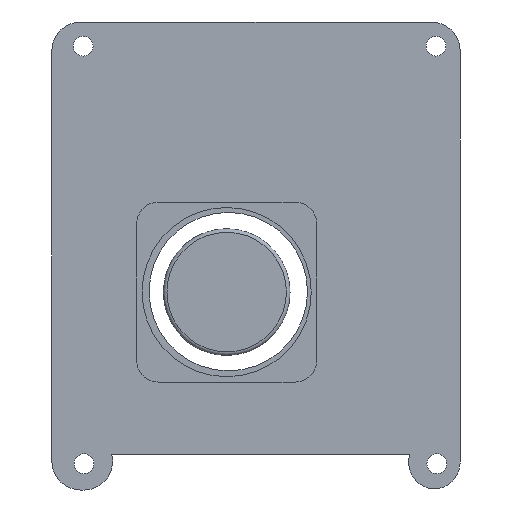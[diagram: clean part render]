
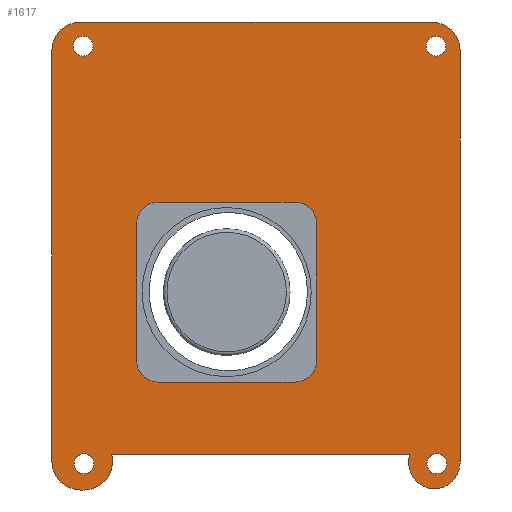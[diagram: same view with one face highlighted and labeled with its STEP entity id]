
A CAD part, front view. The second image highlights one B-rep face of the part: STEP entity #1617.
In plain terms, the highlighted planar face has unit normal (0, -1, 0).
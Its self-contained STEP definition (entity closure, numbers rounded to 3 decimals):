
#19=FACE_BOUND('',#213,.T.);
#20=FACE_BOUND('',#214,.T.);
#21=FACE_BOUND('',#215,.T.);
#22=FACE_BOUND('',#216,.T.);
#23=FACE_BOUND('',#217,.T.);
#43=PLANE('',#1736);
#119=FACE_OUTER_BOUND('',#212,.T.);
#212=EDGE_LOOP('',(#1137,#1138,#1139,#1140,#1141,#1142,#1143,#1144,#1145,
#1146,#1147,#1148));
#213=EDGE_LOOP('',(#1149,#1150,#1151,#1152,#1153,#1154,#1155,#1156));
#214=EDGE_LOOP('',(#1157));
#215=EDGE_LOOP('',(#1158));
#216=EDGE_LOOP('',(#1159));
#217=EDGE_LOOP('',(#1160));
#315=LINE('',#2331,#494);
#321=LINE('',#2346,#500);
#324=LINE('',#2359,#503);
#325=LINE('',#2361,#504);
#328=LINE('',#2373,#507);
#329=LINE('',#2377,#508);
#330=LINE('',#2381,#509);
#331=LINE('',#2385,#510);
#332=LINE('',#2392,#511);
#494=VECTOR('',#1874,10.);
#500=VECTOR('',#1890,10.);
#503=VECTOR('',#1907,10.);
#504=VECTOR('',#1910,10.);
#507=VECTOR('',#1921,10.);
#508=VECTOR('',#1924,10.);
#509=VECTOR('',#1927,10.);
#510=VECTOR('',#1930,10.);
#511=VECTOR('',#1937,10.);
#668=CIRCLE('',#1713,3.);
#673=CIRCLE('',#1721,3.);
#674=CIRCLE('',#1723,3.);
#675=CIRCLE('',#1726,3.);
#679=CIRCLE('',#1735,4.);
#680=CIRCLE('',#1737,4.);
#681=CIRCLE('',#1738,4.);
#682=CIRCLE('',#1739,3.973);
#683=CIRCLE('',#1740,3.915);
#684=CIRCLE('',#1741,3.5);
#685=CIRCLE('',#1742,4.);
#686=CIRCLE('',#1743,1.375);
#687=CIRCLE('',#1744,1.375);
#688=CIRCLE('',#1745,1.375);
#689=CIRCLE('',#1746,1.375);
#715=VERTEX_POINT('',#2308);
#716=VERTEX_POINT('',#2310);
#724=VERTEX_POINT('',#2330);
#725=VERTEX_POINT('',#2334);
#726=VERTEX_POINT('',#2338);
#727=VERTEX_POINT('',#2340);
#728=VERTEX_POINT('',#2344);
#729=VERTEX_POINT('',#2348);
#734=VERTEX_POINT('',#2366);
#735=VERTEX_POINT('',#2368);
#736=VERTEX_POINT('',#2372);
#737=VERTEX_POINT('',#2374);
#738=VERTEX_POINT('',#2376);
#739=VERTEX_POINT('',#2378);
#740=VERTEX_POINT('',#2380);
#741=VERTEX_POINT('',#2382);
#742=VERTEX_POINT('',#2384);
#743=VERTEX_POINT('',#2386);
#744=VERTEX_POINT('',#2388);
#745=VERTEX_POINT('',#2390);
#746=VERTEX_POINT('',#2393);
#747=VERTEX_POINT('',#2395);
#748=VERTEX_POINT('',#2397);
#749=VERTEX_POINT('',#2399);
#863=EDGE_CURVE('',#715,#716,#668,.F.);
#873=EDGE_CURVE('',#724,#716,#315,.T.);
#875=EDGE_CURVE('',#724,#725,#673,.F.);
#878=EDGE_CURVE('',#726,#727,#674,.F.);
#881=EDGE_CURVE('',#726,#728,#321,.T.);
#883=EDGE_CURVE('',#729,#728,#675,.F.);
#887=EDGE_CURVE('',#729,#725,#324,.T.);
#888=EDGE_CURVE('',#715,#727,#325,.T.);
#891=EDGE_CURVE('',#734,#735,#679,.T.);
#893=EDGE_CURVE('',#734,#736,#328,.T.);
#894=EDGE_CURVE('',#737,#736,#680,.T.);
#895=EDGE_CURVE('',#737,#738,#329,.T.);
#896=EDGE_CURVE('',#739,#738,#681,.T.);
#897=EDGE_CURVE('',#739,#740,#330,.T.);
#898=EDGE_CURVE('',#740,#741,#682,.T.);
#899=EDGE_CURVE('',#741,#742,#331,.T.);
#900=EDGE_CURVE('',#742,#743,#683,.T.);
#901=EDGE_CURVE('',#744,#743,#684,.T.);
#902=EDGE_CURVE('',#745,#744,#685,.T.);
#903=EDGE_CURVE('',#745,#735,#332,.T.);
#904=EDGE_CURVE('',#746,#746,#686,.T.);
#905=EDGE_CURVE('',#747,#747,#687,.T.);
#906=EDGE_CURVE('',#748,#748,#688,.T.);
#907=EDGE_CURVE('',#749,#749,#689,.T.);
#1137=ORIENTED_EDGE('',*,*,#891,.F.);
#1138=ORIENTED_EDGE('',*,*,#893,.T.);
#1139=ORIENTED_EDGE('',*,*,#894,.F.);
#1140=ORIENTED_EDGE('',*,*,#895,.T.);
#1141=ORIENTED_EDGE('',*,*,#896,.F.);
#1142=ORIENTED_EDGE('',*,*,#897,.T.);
#1143=ORIENTED_EDGE('',*,*,#898,.T.);
#1144=ORIENTED_EDGE('',*,*,#899,.T.);
#1145=ORIENTED_EDGE('',*,*,#900,.T.);
#1146=ORIENTED_EDGE('',*,*,#901,.F.);
#1147=ORIENTED_EDGE('',*,*,#902,.F.);
#1148=ORIENTED_EDGE('',*,*,#903,.T.);
#1149=ORIENTED_EDGE('',*,*,#881,.T.);
#1150=ORIENTED_EDGE('',*,*,#883,.F.);
#1151=ORIENTED_EDGE('',*,*,#887,.T.);
#1152=ORIENTED_EDGE('',*,*,#875,.F.);
#1153=ORIENTED_EDGE('',*,*,#873,.T.);
#1154=ORIENTED_EDGE('',*,*,#863,.F.);
#1155=ORIENTED_EDGE('',*,*,#888,.T.);
#1156=ORIENTED_EDGE('',*,*,#878,.F.);
#1157=ORIENTED_EDGE('',*,*,#904,.T.);
#1158=ORIENTED_EDGE('',*,*,#905,.T.);
#1159=ORIENTED_EDGE('',*,*,#906,.T.);
#1160=ORIENTED_EDGE('',*,*,#907,.T.);
#1617=ADVANCED_FACE('',(#119,#19,#20,#21,#22,#23),#43,.F.);
#1713=AXIS2_PLACEMENT_3D('',#2311,#1855,#1856);
#1721=AXIS2_PLACEMENT_3D('',#2335,#1878,#1879);
#1723=AXIS2_PLACEMENT_3D('',#2341,#1884,#1885);
#1726=AXIS2_PLACEMENT_3D('',#2350,#1894,#1895);
#1735=AXIS2_PLACEMENT_3D('',#2369,#1916,#1917);
#1736=AXIS2_PLACEMENT_3D('',#2371,#1919,#1920);
#1737=AXIS2_PLACEMENT_3D('',#2375,#1922,#1923);
#1738=AXIS2_PLACEMENT_3D('',#2379,#1925,#1926);
#1739=AXIS2_PLACEMENT_3D('',#2383,#1928,#1929);
#1740=AXIS2_PLACEMENT_3D('',#2387,#1931,#1932);
#1741=AXIS2_PLACEMENT_3D('',#2389,#1933,#1934);
#1742=AXIS2_PLACEMENT_3D('',#2391,#1935,#1936);
#1743=AXIS2_PLACEMENT_3D('',#2394,#1938,#1939);
#1744=AXIS2_PLACEMENT_3D('',#2396,#1940,#1941);
#1745=AXIS2_PLACEMENT_3D('',#2398,#1942,#1943);
#1746=AXIS2_PLACEMENT_3D('',#2400,#1944,#1945);
#1855=DIRECTION('center_axis',(0.,1.,0.));
#1856=DIRECTION('ref_axis',(-0.707,0.,-0.707));
#1874=DIRECTION('',(-1.,0.,0.));
#1878=DIRECTION('center_axis',(0.,1.,0.));
#1879=DIRECTION('ref_axis',(0.707,0.,-0.707));
#1884=DIRECTION('center_axis',(0.,1.,0.));
#1885=DIRECTION('ref_axis',(-0.707,0.,0.707));
#1890=DIRECTION('',(1.,0.,0.));
#1894=DIRECTION('center_axis',(0.,1.,0.));
#1895=DIRECTION('ref_axis',(0.707,0.,0.707));
#1907=DIRECTION('',(0.,0.,-1.));
#1910=DIRECTION('',(0.,0.,1.));
#1916=DIRECTION('center_axis',(0.,1.,0.));
#1917=DIRECTION('ref_axis',(0.707,0.,0.707));
#1919=DIRECTION('center_axis',(0.,1.,0.));
#1920=DIRECTION('ref_axis',(1.,0.,0.));
#1921=DIRECTION('',(-1.,0.,0.));
#1922=DIRECTION('center_axis',(0.,1.,0.));
#1923=DIRECTION('ref_axis',(-0.707,0.,0.707));
#1924=DIRECTION('',(0.,0.,-1.));
#1925=DIRECTION('center_axis',(0.,1.,0.));
#1926=DIRECTION('ref_axis',(-0.707,0.,-0.707));
#1927=DIRECTION('',(1.,0.,0.));
#1928=DIRECTION('center_axis',(0.,-1.,0.));
#1929=DIRECTION('ref_axis',(0.966,0.,0.259));
#1930=DIRECTION('',(1.,0.,0.));
#1931=DIRECTION('center_axis',(0.,-1.,0.));
#1932=DIRECTION('ref_axis',(0.,0.,-1.));
#1933=DIRECTION('center_axis',(0.,1.,0.));
#1934=DIRECTION('ref_axis',(0.047,0.,-0.999));
#1935=DIRECTION('center_axis',(0.,1.,0.));
#1936=DIRECTION('ref_axis',(0.191,0.,-0.982));
#1937=DIRECTION('',(0.,0.,1.));
#1938=DIRECTION('center_axis',(0.,1.,0.));
#1939=DIRECTION('ref_axis',(-1.,0.,0.));
#1940=DIRECTION('center_axis',(0.,1.,0.));
#1941=DIRECTION('ref_axis',(-1.,0.,0.));
#1942=DIRECTION('center_axis',(0.,1.,0.));
#1943=DIRECTION('ref_axis',(-1.,0.,0.));
#1944=DIRECTION('center_axis',(0.,1.,0.));
#1945=DIRECTION('ref_axis',(-1.,0.,0.));
#2308=CARTESIAN_POINT('',(14.526,0.,17.988));
#2310=CARTESIAN_POINT('',(17.526,0.,14.988));
#2311=CARTESIAN_POINT('Origin',(17.526,0.,17.988));
#2330=CARTESIAN_POINT('',(36.526,0.,14.988));
#2331=CARTESIAN_POINT('',(22.812,0.,14.988));
#2334=CARTESIAN_POINT('',(39.526,0.,17.988));
#2335=CARTESIAN_POINT('Origin',(36.526,0.,17.988));
#2338=CARTESIAN_POINT('',(17.526,0.,39.988));
#2340=CARTESIAN_POINT('',(14.526,0.,36.988));
#2341=CARTESIAN_POINT('Origin',(17.526,0.,36.988));
#2344=CARTESIAN_POINT('',(36.526,0.,39.988));
#2346=CARTESIAN_POINT('',(35.312,0.,39.988));
#2348=CARTESIAN_POINT('',(39.526,0.,36.988));
#2350=CARTESIAN_POINT('Origin',(36.526,0.,36.988));
#2359=CARTESIAN_POINT('',(39.526,0.,23.744));
#2361=CARTESIAN_POINT('',(14.526,0.,36.244));
#2366=CARTESIAN_POINT('',(55.449,0.,65.));
#2368=CARTESIAN_POINT('',(59.449,0.,61.));
#2369=CARTESIAN_POINT('Origin',(55.449,0.,61.));
#2371=CARTESIAN_POINT('Origin',(31.099,0.,32.5));
#2372=CARTESIAN_POINT('',(6.749,0.,65.));
#2373=CARTESIAN_POINT('',(59.449,0.,65.));
#2374=CARTESIAN_POINT('',(2.749,0.,61.));
#2375=CARTESIAN_POINT('Origin',(6.749,0.,61.));
#2376=CARTESIAN_POINT('',(2.749,0.,4.));
#2377=CARTESIAN_POINT('',(2.749,0.,65.));
#2378=CARTESIAN_POINT('',(6.749,0.,0.));
#2379=CARTESIAN_POINT('Origin',(6.749,0.,4.));
#2380=CARTESIAN_POINT('',(7.211,0.,0.));
#2381=CARTESIAN_POINT('',(2.749,0.,0.));
#2382=CARTESIAN_POINT('',(11.049,0.,5.));
#2383=CARTESIAN_POINT('Origin',(7.211,0.,3.973));
#2384=CARTESIAN_POINT('',(52.449,0.,5.));
#2385=CARTESIAN_POINT('',(41.774,0.,5.));
#2386=CARTESIAN_POINT('',(53.063,0.,1.588));
#2387=CARTESIAN_POINT('Origin',(56.211,0.,3.915));
#2388=CARTESIAN_POINT('',(58.874,0.,1.86));
#2389=CARTESIAN_POINT('Origin',(55.877,0.,3.668));
#2390=CARTESIAN_POINT('',(59.449,0.,3.927));
#2391=CARTESIAN_POINT('Origin',(55.449,0.,3.927));
#2392=CARTESIAN_POINT('',(59.449,0.,0.));
#2393=CARTESIAN_POINT('',(57.474,0.,61.65));
#2394=CARTESIAN_POINT('Origin',(56.099,0.,61.65));
#2395=CARTESIAN_POINT('',(57.586,0.,3.65));
#2396=CARTESIAN_POINT('Origin',(56.211,0.,3.65));
#2397=CARTESIAN_POINT('',(8.474,0.,61.65));
#2398=CARTESIAN_POINT('Origin',(7.099,0.,61.65));
#2399=CARTESIAN_POINT('',(8.586,0.,3.65));
#2400=CARTESIAN_POINT('Origin',(7.211,0.,3.65));
